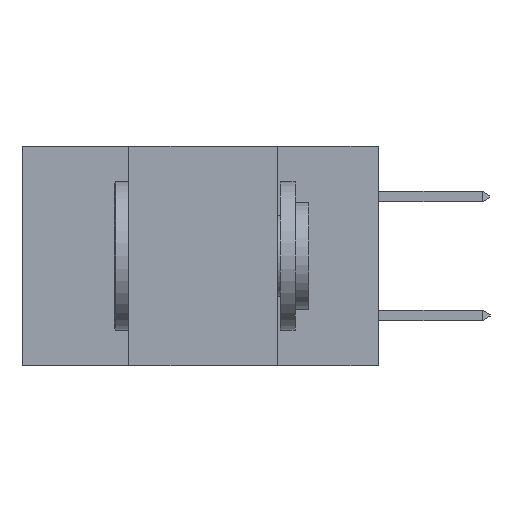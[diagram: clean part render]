
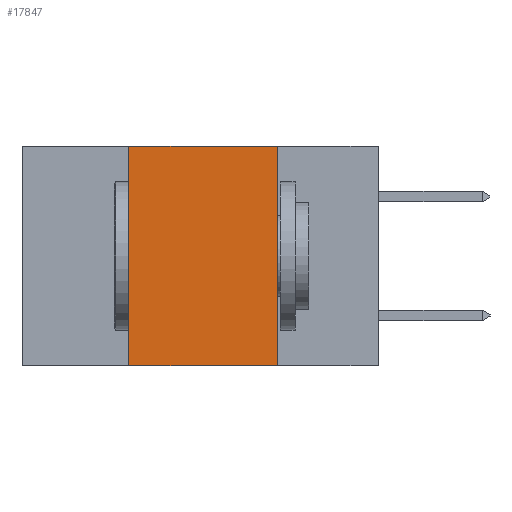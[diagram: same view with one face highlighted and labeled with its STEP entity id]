
A CAD part, left-side view. The second image highlights one B-rep face of the part: STEP entity #17847.
In plain terms, the highlighted planar face has unit normal (-1, 0, 0).
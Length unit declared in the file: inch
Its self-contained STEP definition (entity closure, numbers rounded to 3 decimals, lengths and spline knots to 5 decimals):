
#613 = CARTESIAN_POINT ( 'NONE',  ( 0., 0.42, -0.37 ) ) ;
#619 = DIRECTION ( 'NONE',  ( 0., 0., 1. ) ) ;
#1126 = CARTESIAN_POINT ( 'NONE',  ( 0., 0.42, 0. ) ) ;
#1165 = EDGE_CURVE ( 'NONE', #19541, #3677, #6225, .T. ) ;
#1187 = DIRECTION ( 'NONE',  ( 0., 0., -1. ) ) ;
#3458 = DIRECTION ( 'NONE',  ( 0., 0., -1. ) ) ;
#3677 = VERTEX_POINT ( 'NONE', #11426 ) ;
#3775 = FACE_OUTER_BOUND ( 'NONE', #4728, .T. ) ;
#4633 = LINE ( 'NONE', #18542, #16895 ) ;
#4728 = EDGE_LOOP ( 'NONE', ( #13137, #4793, #14720, #9253 ) ) ;
#4793 = ORIENTED_EDGE ( 'NONE', *, *, #18676, .F. ) ;
#5051 = VERTEX_POINT ( 'NONE', #17322 ) ;
#6225 = LINE ( 'NONE', #12678, #7221 ) ;
#6874 = EDGE_CURVE ( 'NONE', #19541, #8380, #12504, .T. ) ;
#7221 = VECTOR ( 'NONE', #11283, 39.37008 ) ;
#8380 = VERTEX_POINT ( 'NONE', #1126 ) ;
#8702 = VECTOR ( 'NONE', #619, 39.37008 ) ;
#9253 = ORIENTED_EDGE ( 'NONE', *, *, #1165, .T. ) ;
#9806 = PLANE ( 'NONE',  #17695 ) ;
#11283 = DIRECTION ( 'NONE',  ( 0., -1., 0. ) ) ;
#11426 = CARTESIAN_POINT ( 'NONE',  ( 0., 0.17, -0.37 ) ) ;
#11430 = CARTESIAN_POINT ( 'NONE',  ( 0., 0.6, 0. ) ) ;
#12504 = LINE ( 'NONE', #613, #8702 ) ;
#12678 = CARTESIAN_POINT ( 'NONE',  ( 0., 0.6, -0.37 ) ) ;
#13094 = DIRECTION ( 'NONE',  ( 1., 0., 0. ) ) ;
#13137 = ORIENTED_EDGE ( 'NONE', *, *, #17567, .F. ) ;
#14107 = CARTESIAN_POINT ( 'NONE',  ( 0., 0.42, -0.37 ) ) ;
#14720 = ORIENTED_EDGE ( 'NONE', *, *, #6874, .F. ) ;
#16313 = VECTOR ( 'NONE', #1187, 39.37008 ) ;
#16895 = VECTOR ( 'NONE', #20080, 39.37008 ) ;
#17322 = CARTESIAN_POINT ( 'NONE',  ( 0., 0.17, 0. ) ) ;
#17567 = EDGE_CURVE ( 'NONE', #5051, #3677, #20460, .T. ) ;
#17695 = AXIS2_PLACEMENT_3D ( 'NONE', #11430, #13094, #3458 ) ;
#17847 = ADVANCED_FACE ( 'NONE', ( #3775 ), #9806, .F. ) ;
#18542 = CARTESIAN_POINT ( 'NONE',  ( 0., 0.6, 0. ) ) ;
#18676 = EDGE_CURVE ( 'NONE', #8380, #5051, #4633, .T. ) ;
#18839 = CARTESIAN_POINT ( 'NONE',  ( 0., 0.17, -0.37 ) ) ;
#19541 = VERTEX_POINT ( 'NONE', #14107 ) ;
#20080 = DIRECTION ( 'NONE',  ( 0., -1., 0. ) ) ;
#20460 = LINE ( 'NONE', #18839, #16313 ) ;
